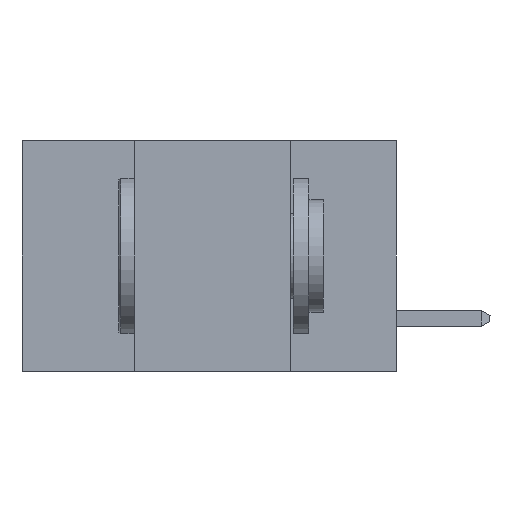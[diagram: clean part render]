
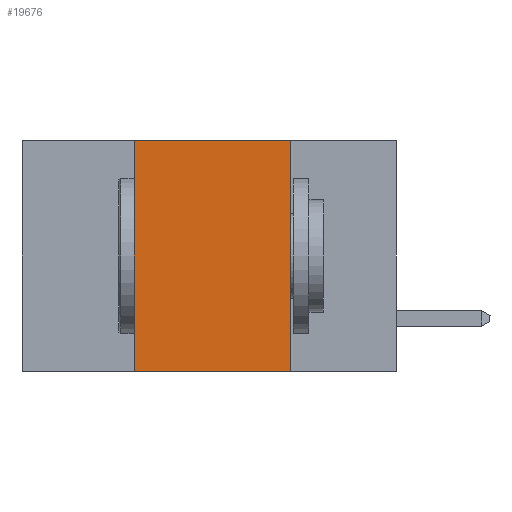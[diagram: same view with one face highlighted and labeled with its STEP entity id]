
A CAD part, left-side view. The second image highlights one B-rep face of the part: STEP entity #19676.
In plain terms, the highlighted planar face has unit normal (-1, 0, 0).
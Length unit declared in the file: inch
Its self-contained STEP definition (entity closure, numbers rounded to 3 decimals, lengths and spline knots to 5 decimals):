
#415 = CARTESIAN_POINT ( 'NONE',  ( 0., 0.17, -0.37 ) ) ;
#942 = CARTESIAN_POINT ( 'NONE',  ( 0., 0.6, 0. ) ) ;
#1002 = CARTESIAN_POINT ( 'NONE',  ( 0., 0.42, -0.37 ) ) ;
#2314 = EDGE_CURVE ( 'NONE', #14923, #25283, #12839, .T. ) ;
#2700 = ORIENTED_EDGE ( 'NONE', *, *, #3886, .T. ) ;
#2709 = VECTOR ( 'NONE', #16559, 39.37008 ) ;
#3824 = VERTEX_POINT ( 'NONE', #14501 ) ;
#3886 = EDGE_CURVE ( 'NONE', #23421, #3824, #16557, .T. ) ;
#4951 = DIRECTION ( 'NONE',  ( 0., -1., 0. ) ) ;
#6062 = DIRECTION ( 'NONE',  ( 0., 0., -1. ) ) ;
#7999 = CARTESIAN_POINT ( 'NONE',  ( 0., 0.6, 0. ) ) ;
#8389 = PLANE ( 'NONE',  #22471 ) ;
#8548 = CARTESIAN_POINT ( 'NONE',  ( 0., 0.6, -0.37 ) ) ;
#10184 = FACE_OUTER_BOUND ( 'NONE', #21658, .T. ) ;
#12239 = CARTESIAN_POINT ( 'NONE',  ( 0., 0.17, 0. ) ) ;
#12317 = VECTOR ( 'NONE', #16435, 39.37008 ) ;
#12429 = LINE ( 'NONE', #415, #2709 ) ;
#12839 = LINE ( 'NONE', #942, #24280 ) ;
#12891 = DIRECTION ( 'NONE',  ( 0., 0., 1. ) ) ;
#13349 = ORIENTED_EDGE ( 'NONE', *, *, #2314, .F. ) ;
#14459 = LINE ( 'NONE', #1002, #17895 ) ;
#14501 = CARTESIAN_POINT ( 'NONE',  ( 0., 0.17, -0.37 ) ) ;
#14791 = ORIENTED_EDGE ( 'NONE', *, *, #18424, .F. ) ;
#14923 = VERTEX_POINT ( 'NONE', #23560 ) ;
#15764 = CARTESIAN_POINT ( 'NONE',  ( 0., 0.42, -0.37 ) ) ;
#16435 = DIRECTION ( 'NONE',  ( 0., -1., 0. ) ) ;
#16557 = LINE ( 'NONE', #8548, #12317 ) ;
#16559 = DIRECTION ( 'NONE',  ( 0., 0., -1. ) ) ;
#17523 = ORIENTED_EDGE ( 'NONE', *, *, #23026, .F. ) ;
#17895 = VECTOR ( 'NONE', #12891, 39.37008 ) ;
#18424 = EDGE_CURVE ( 'NONE', #23421, #14923, #14459, .T. ) ;
#19676 = ADVANCED_FACE ( 'NONE', ( #10184 ), #8389, .F. ) ;
#21658 = EDGE_LOOP ( 'NONE', ( #17523, #13349, #14791, #2700 ) ) ;
#22471 = AXIS2_PLACEMENT_3D ( 'NONE', #7999, #23755, #6062 ) ;
#23026 = EDGE_CURVE ( 'NONE', #25283, #3824, #12429, .T. ) ;
#23421 = VERTEX_POINT ( 'NONE', #15764 ) ;
#23560 = CARTESIAN_POINT ( 'NONE',  ( 0., 0.42, 0. ) ) ;
#23755 = DIRECTION ( 'NONE',  ( 1., 0., 0. ) ) ;
#24280 = VECTOR ( 'NONE', #4951, 39.37008 ) ;
#25283 = VERTEX_POINT ( 'NONE', #12239 ) ;
